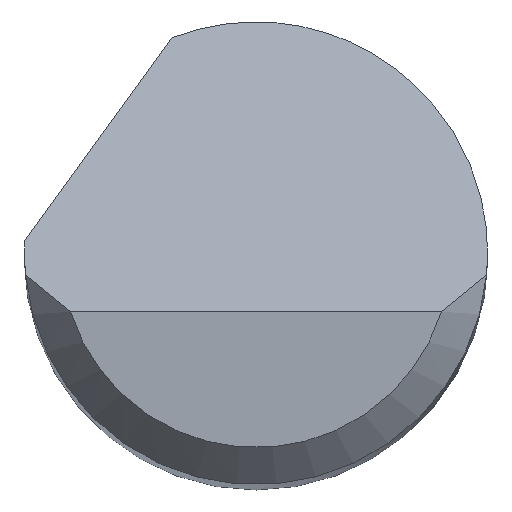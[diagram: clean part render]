
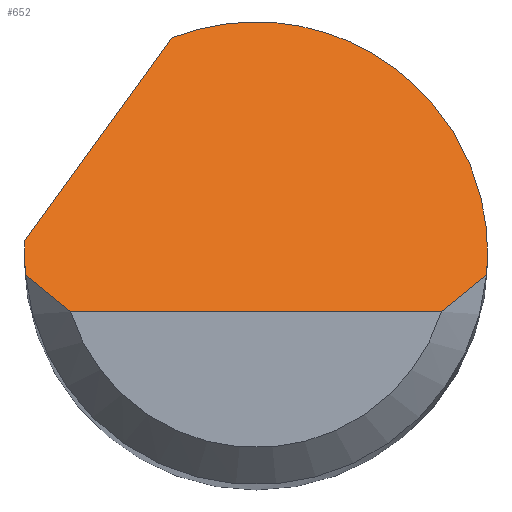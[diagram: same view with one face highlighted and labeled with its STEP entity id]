
A CAD part, top view. The second image highlights one B-rep face of the part: STEP entity #652.
In plain terms, the highlighted planar face has unit normal (0, 0.707, 0.707).
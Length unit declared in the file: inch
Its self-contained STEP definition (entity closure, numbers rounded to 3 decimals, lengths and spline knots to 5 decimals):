
#6 =( BOUNDED_CURVE ( )  B_SPLINE_CURVE ( 3, ( #61, #407, #698, #638 ),
 .UNSPECIFIED., .F., .F. ) 
 B_SPLINE_CURVE_WITH_KNOTS ( ( 4, 4 ),
 ( 5.91277, 7.85398 ),
 .UNSPECIFIED. ) 
 CURVE ( )  GEOMETRIC_REPRESENTATION_ITEM ( )  RATIONAL_B_SPLINE_CURVE ( ( 1., 0.71, 0.71, 1. ) ) 
 REPRESENTATION_ITEM ( '' )  );
#30 = CARTESIAN_POINT ( 'NONE',  ( -0.09375, 0., 1.47625 ) ) ;
#33 = CARTESIAN_POINT ( 'NONE',  ( -0.09375, 0.00167, 1.47458 ) ) ;
#55 = ORIENTED_EDGE ( 'NONE', *, *, #732, .T. ) ;
#57 = CARTESIAN_POINT ( 'NONE',  ( 0.09375, 0., 1.47625 ) ) ;
#61 = CARTESIAN_POINT ( 'NONE',  ( -0.03394, 0.08739, 1.38886 ) ) ;
#96 = DIRECTION ( 'NONE',  ( 0., 0.707, -0.707 ) ) ;
#112 = VERTEX_POINT ( 'NONE', #324 ) ;
#127 = VERTEX_POINT ( 'NONE', #567 ) ;
#128 = CARTESIAN_POINT ( 'NONE',  ( -0.09371, 0.00333, 1.47292 ) ) ;
#132 =( BOUNDED_CURVE ( )  B_SPLINE_CURVE ( 3, ( #216, #154, #738, #462 ),
 .UNSPECIFIED., .F., .T. ) 
 B_SPLINE_CURVE_WITH_KNOTS ( ( 4, 4 ),
 ( 1.5708, 1.66427 ),
 .UNSPECIFIED. ) 
 CURVE ( )  GEOMETRIC_REPRESENTATION_ITEM ( )  RATIONAL_B_SPLINE_CURVE ( ( 1., 0.999, 0.999, 1. ) ) 
 REPRESENTATION_ITEM ( '' )  );
#139 = CARTESIAN_POINT ( 'NONE',  ( -0.07508, -0.02375, 1.5 ) ) ;
#154 = CARTESIAN_POINT ( 'NONE',  ( 0.09375, -0.00292, 1.47917 ) ) ;
#160 = CARTESIAN_POINT ( 'NONE',  ( -0.09375, -0.02375, 1.5 ) ) ;
#164 = B_SPLINE_CURVE_WITH_KNOTS ( 'NONE', 3,
 ( #170, #396, #524, #520 ),
 .UNSPECIFIED., .F., .F.,
 ( 4, 4 ),
 ( 0., 0.00071 ),
 .UNSPECIFIED. ) ;
#170 = CARTESIAN_POINT ( 'NONE',  ( 0.07508, -0.02375, 1.5 ) ) ;
#176 = VERTEX_POINT ( 'NONE', #255 ) ;
#195 = CARTESIAN_POINT ( 'NONE',  ( -0.09334, -0.00875, 1.485 ) ) ;
#202 = AXIS2_PLACEMENT_3D ( 'NONE', #160, #563, #96 ) ;
#209 = ORIENTED_EDGE ( 'NONE', *, *, #397, .F. ) ;
#216 = CARTESIAN_POINT ( 'NONE',  ( 0.09375, 0., 1.47625 ) ) ;
#226 = ORIENTED_EDGE ( 'NONE', *, *, #697, .F. ) ;
#255 = CARTESIAN_POINT ( 'NONE',  ( -0.09362, 0.005, 1.47125 ) ) ;
#269 = CARTESIAN_POINT ( 'NONE',  ( -0.07508, -0.02375, 1.5 ) ) ;
#274 = EDGE_CURVE ( 'NONE', #282, #533, #132, .T. ) ;
#282 = VERTEX_POINT ( 'NONE', #57 ) ;
#283 = EDGE_LOOP ( 'NONE', ( #364, #335, #446, #209, #226, #393, #423, #55 ) ) ;
#284 =( BOUNDED_CURVE ( )  B_SPLINE_CURVE ( 3, ( #195, #602, #308, #605 ),
 .UNSPECIFIED., .F., .T. ) 
 B_SPLINE_CURVE_WITH_KNOTS ( ( 4, 4 ),
 ( 4.61892, 4.71239 ),
 .UNSPECIFIED. ) 
 CURVE ( )  GEOMETRIC_REPRESENTATION_ITEM ( )  RATIONAL_B_SPLINE_CURVE ( ( 1., 0.999, 0.999, 1. ) ) 
 REPRESENTATION_ITEM ( '' )  );
#297 = CARTESIAN_POINT ( 'NONE',  ( -0.09334, -0.00875, 1.485 ) ) ;
#300 = CARTESIAN_POINT ( 'NONE',  ( -0.08761, -0.01397, 1.49022 ) ) ;
#308 = CARTESIAN_POINT ( 'NONE',  ( -0.09375, -0.00292, 1.47917 ) ) ;
#312 = CARTESIAN_POINT ( 'NONE',  ( 0.09334, -0.00875, 1.485 ) ) ;
#317 = EDGE_CURVE ( 'NONE', #521, #508, #284, .T. ) ;
#324 = CARTESIAN_POINT ( 'NONE',  ( -0.03394, 0.08739, 1.38886 ) ) ;
#335 = ORIENTED_EDGE ( 'NONE', *, *, #710, .T. ) ;
#341 = LINE ( 'NONE', #696, #519 ) ;
#364 = ORIENTED_EDGE ( 'NONE', *, *, #728, .T. ) ;
#378 = PLANE ( 'NONE',  #202 ) ;
#382 = FACE_OUTER_BOUND ( 'NONE', #283, .T. ) ;
#386 = CARTESIAN_POINT ( 'NONE',  ( -0.11014, -0.01781, 1.49406 ) ) ;
#393 = ORIENTED_EDGE ( 'NONE', *, *, #536, .F. ) ;
#396 = CARTESIAN_POINT ( 'NONE',  ( 0.08157, -0.019, 1.49525 ) ) ;
#397 = EDGE_CURVE ( 'NONE', #112, #282, #6, .T. ) ;
#407 = CARTESIAN_POINT ( 'NONE',  ( 0.03379, 0.11369, 1.36256 ) ) ;
#423 = ORIENTED_EDGE ( 'NONE', *, *, #317, .F. ) ;
#433 = LINE ( 'NONE', #386, #583 ) ;
#446 = ORIENTED_EDGE ( 'NONE', *, *, #274, .F. ) ;
#460 = B_SPLINE_CURVE_WITH_KNOTS ( 'NONE', 3,
 ( #297, #300, #474, #139 ),
 .UNSPECIFIED., .F., .F.,
 ( 4, 4 ),
 ( 0., 0.00071 ),
 .UNSPECIFIED. ) ;
#462 = CARTESIAN_POINT ( 'NONE',  ( 0.09334, -0.00875, 1.485 ) ) ;
#474 = CARTESIAN_POINT ( 'NONE',  ( -0.08157, -0.019, 1.49525 ) ) ;
#508 = VERTEX_POINT ( 'NONE', #553 ) ;
#519 = VECTOR ( 'NONE', #640, 39.37008 ) ;
#520 = CARTESIAN_POINT ( 'NONE',  ( 0.09334, -0.00875, 1.485 ) ) ;
#521 = VERTEX_POINT ( 'NONE', #543 ) ;
#524 = CARTESIAN_POINT ( 'NONE',  ( 0.08761, -0.01397, 1.49022 ) ) ;
#533 = VERTEX_POINT ( 'NONE', #312 ) ;
#536 = EDGE_CURVE ( 'NONE', #508, #176, #544, .T. ) ;
#539 = CARTESIAN_POINT ( 'NONE',  ( -0.09362, 0.005, 1.47125 ) ) ;
#543 = CARTESIAN_POINT ( 'NONE',  ( -0.09334, -0.00875, 1.485 ) ) ;
#544 =( BOUNDED_CURVE ( )  B_SPLINE_CURVE ( 3, ( #30, #33, #128, #539 ),
 .UNSPECIFIED., .F., .T. ) 
 B_SPLINE_CURVE_WITH_KNOTS ( ( 4, 4 ),
 ( 4.71239, 4.76575 ),
 .UNSPECIFIED. ) 
 CURVE ( )  GEOMETRIC_REPRESENTATION_ITEM ( )  RATIONAL_B_SPLINE_CURVE ( ( 1., 1., 1., 1. ) ) 
 REPRESENTATION_ITEM ( '' )  );
#553 = CARTESIAN_POINT ( 'NONE',  ( -0.09375, 0., 1.47625 ) ) ;
#563 = DIRECTION ( 'NONE',  ( 0., -0.707, -0.707 ) ) ;
#567 = CARTESIAN_POINT ( 'NONE',  ( 0.07508, -0.02375, 1.5 ) ) ;
#583 = VECTOR ( 'NONE', #717, 39.37008 ) ;
#602 = CARTESIAN_POINT ( 'NONE',  ( -0.09361, -0.00584, 1.48209 ) ) ;
#605 = CARTESIAN_POINT ( 'NONE',  ( -0.09375, 0., 1.47625 ) ) ;
#625 = VERTEX_POINT ( 'NONE', #269 ) ;
#638 = CARTESIAN_POINT ( 'NONE',  ( 0.09375, 0., 1.47625 ) ) ;
#640 = DIRECTION ( 'NONE',  ( 1., 0., 0. ) ) ;
#652 = ADVANCED_FACE ( 'NONE', ( #382 ), #378, .F. ) ;
#696 = CARTESIAN_POINT ( 'NONE',  ( 0., -0.02375, 1.5 ) ) ;
#697 = EDGE_CURVE ( 'NONE', #176, #112, #433, .T. ) ;
#698 = CARTESIAN_POINT ( 'NONE',  ( 0.09375, 0.07266, 1.40359 ) ) ;
#710 = EDGE_CURVE ( 'NONE', #127, #533, #164, .T. ) ;
#717 = DIRECTION ( 'NONE',  ( 0.456, 0.629, -0.629 ) ) ;
#728 = EDGE_CURVE ( 'NONE', #625, #127, #341, .T. ) ;
#732 = EDGE_CURVE ( 'NONE', #521, #625, #460, .T. ) ;
#738 = CARTESIAN_POINT ( 'NONE',  ( 0.09361, -0.00584, 1.48209 ) ) ;
